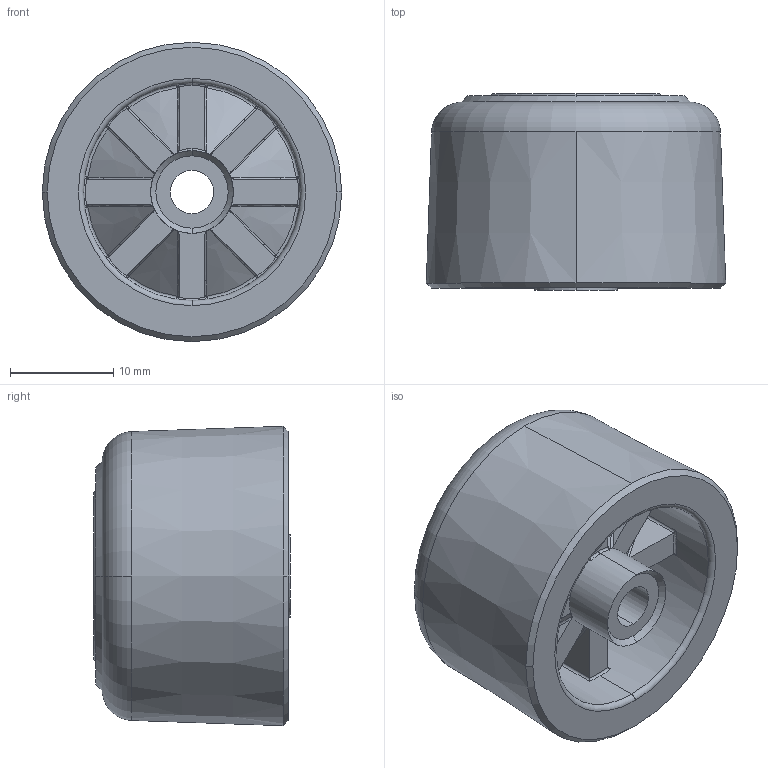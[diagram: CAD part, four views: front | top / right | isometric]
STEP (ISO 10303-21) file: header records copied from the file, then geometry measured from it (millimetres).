
FILE_DESCRIPTION (( 'STEP AP203' ), '1' );
FILE_NAME ('403536694_c_1.STEP', '2022-07-09T12:56:05', ( '' ), ( '' ), 'SwSTEP 2.0', 'SolidWorks 2014', '' );
FILE_SCHEMA (( 'CONFIG_CONTROL_DESIGN' ));
Length unit declared in the file: millimetre
Products named in the file (1): 403536694_c_1
Bounding box: 28.97 x 19 x 28.97 mm (x, y, z)
Volume: 7654.8 mm3; surface area: 5106.9 mm2
Topology: 2 solids, 2 shells, 156 faces, 401 edges, 244 vertices
Faces by surface type: cylinder 34, plane 30, torus 28, bspline 25, cone 24, sphere 15
Entity records: 5913 total; most frequent: CARTESIAN_POINT 2387, ORIENTED_EDGE 758, DIRECTION 700, EDGE_CURVE 379, AXIS2_PLACEMENT_3D 309, VERTEX_POINT 230, CIRCLE 177, EDGE_LOOP 163
